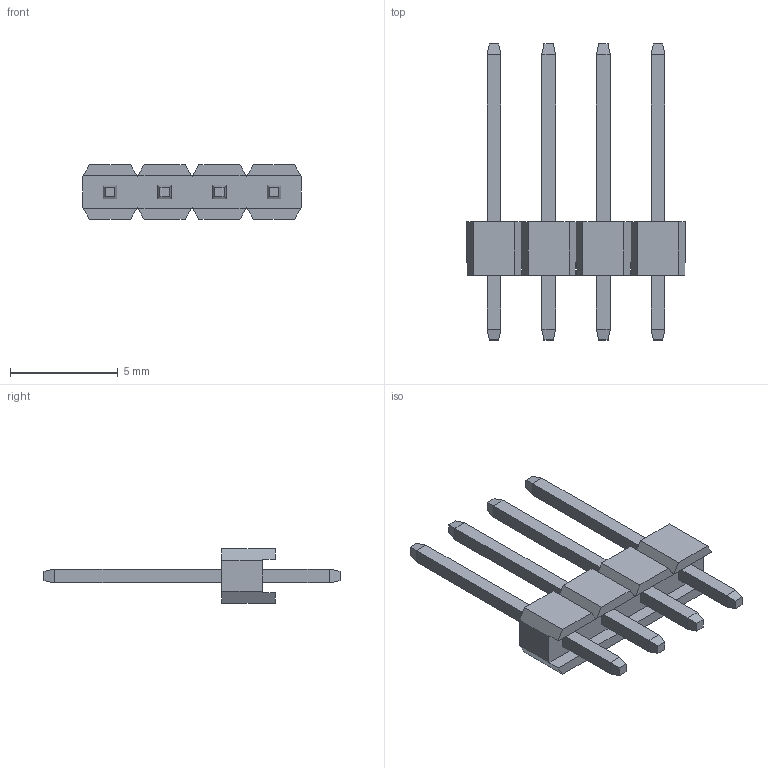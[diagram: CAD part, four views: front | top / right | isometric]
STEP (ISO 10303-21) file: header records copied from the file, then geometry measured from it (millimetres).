
FILE_DESCRIPTION((''),'2;1');
FILE_NAME('FPH25448-S04S1014110740B','2023-12-28T',('工程三'),(''),'PRO/ENGINEER BY PARAMETRIC TECHNOLOGY CORPORATION, 2010280','PRO/ENGINEER BY PARAMETRIC TECHNOLOGY CORPORATION, 2010280','');
FILE_SCHEMA(('CONFIG_CONTROL_DESIGN'));
Length unit declared in the file: millimetre
Products named in the file (1): FPH25448-S04S1014110740B
Bounding box: 10.16 x 13.75 x 2.54 mm (x, y, z)
Volume: 70.6 mm3; surface area: 247.3 mm2
Topology: 1 solids, 1 shells, 116 faces, 286 edges, 180 vertices
Faces by surface type: plane 116
Entity records: 3352 total; most frequent: CARTESIAN_POINT 582, ORIENTED_EDGE 572, DIRECTION 518, VECTOR 286, LINE 286, EDGE_CURVE 286, VERTEX_POINT 180, EDGE_LOOP 124
